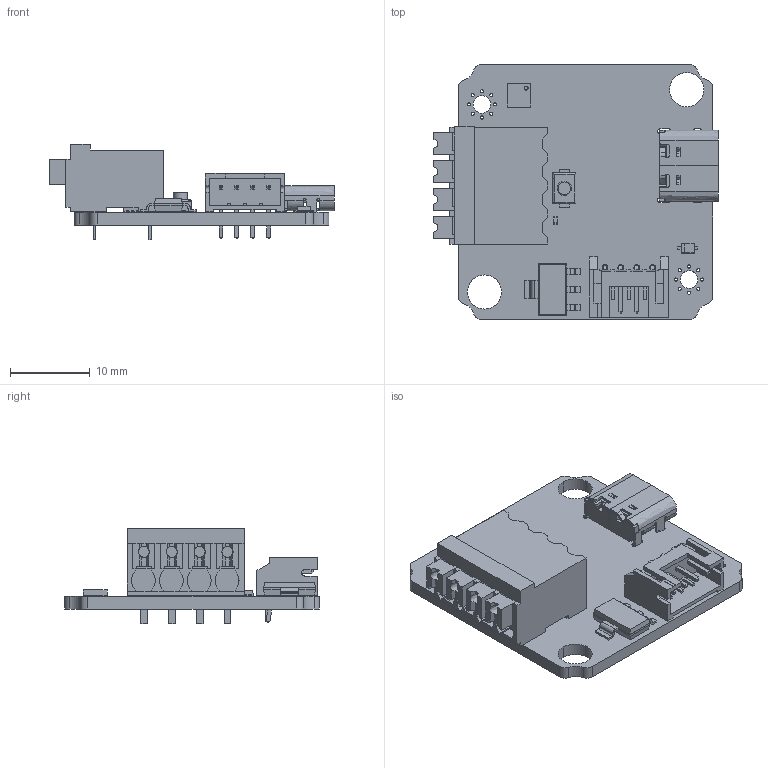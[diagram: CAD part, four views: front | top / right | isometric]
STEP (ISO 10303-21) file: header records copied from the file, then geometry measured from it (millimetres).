
FILE_DESCRIPTION(/* description */ ('STEP AP242','CAx-IF Rec.Pracs.---Representation and Presentation of Product Manufacturing Information (PMI)---4.0---2014-10-13','CAx-IF Rec.Pracs.---3D Tessellated Geometry---0.4---2014-09-14','2;1'),/* implementation_level */ '2;1');
FILE_NAME(/* name */ '671373782ef6d770770c4e9d',/* time_stamp */ '2024-10-19T08:53:15Z',/* author */ (''),/* organization */ (''),/* preprocessor_version */ 'ST-DEVELOPER v20',/* originating_system */ ' ',/* authorisation */ ' ');
FILE_SCHEMA (('AP242_MANAGED_MODEL_BASED_3D_ENGINEERING_MIM_LF { 1 0 10303 442 1 1 4 }'));
Length unit declared in the file: metre
Products named in the file (39): DFN-8-1EP_3x3mm_Pitch0.65mm; DE_BLF7xx-180-HP; R_0402_1005Metric_5; JST_S4B_PH_K; GT-TC029B-H025-L1N; USB_C_Receptacle_16P_TopMnt_Horizontal_GCT_USB4105-xx-A; SOT_223; D_SOD_323F_1; 002-3-00-A-00-01_PCB
Bounding box: 35.73 x 32 x 12 mm (x, y, z)
Volume: 3116.6 mm3; surface area: 4798.3 mm2
Topology: 39 solids, 39 shells, 1187 faces, 3243 edges, 2128 vertices
Faces by surface type: bspline 1187
Entity records: 39713 total; most frequent: CARTESIAN_POINT 11554, ORIENTED_EDGE 6486, DIRECTION 3881, EDGE_CURVE 3243, LINE 2599, VECTOR 2599, VERTEX_POINT 2128, EDGE_LOOP 1289
